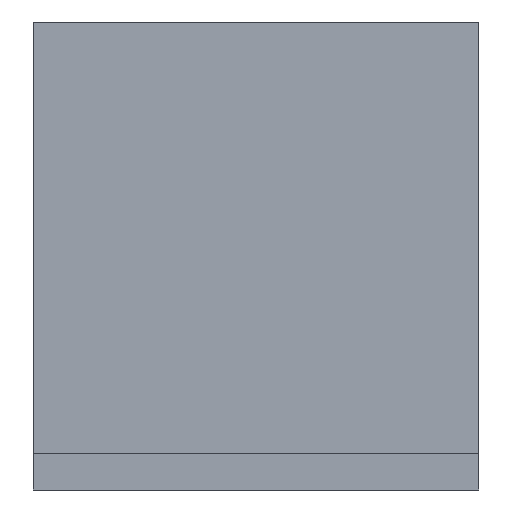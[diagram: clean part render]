
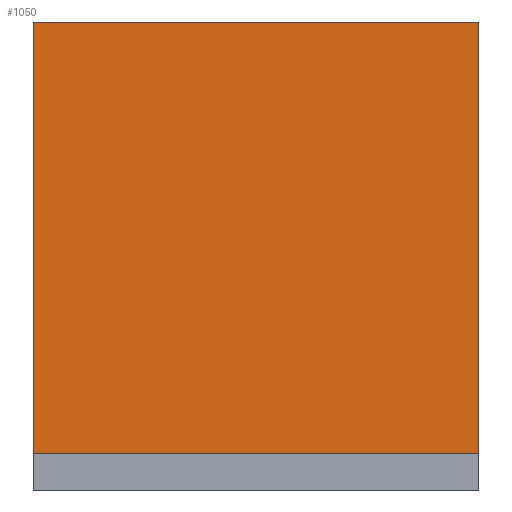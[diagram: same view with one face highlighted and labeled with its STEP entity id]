
A CAD part, left-side view. The second image highlights one B-rep face of the part: STEP entity #1050.
In plain terms, the highlighted planar face has unit normal (-1, 0, 0).
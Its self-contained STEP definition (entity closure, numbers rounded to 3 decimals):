
#38=PLANE('',#1116);
#87=FACE_OUTER_BOUND('',#147,.T.);
#147=EDGE_LOOP('',(#797,#798,#799,#800));
#219=LINE('',#1529,#344);
#230=LINE('',#1552,#355);
#238=LINE('',#1566,#363);
#239=LINE('',#1567,#364);
#344=VECTOR('',#1232,10.);
#355=VECTOR('',#1251,10.);
#363=VECTOR('',#1261,10.);
#364=VECTOR('',#1262,10.);
#493=VERTEX_POINT('',#1526);
#494=VERTEX_POINT('',#1528);
#502=VERTEX_POINT('',#1551);
#507=VERTEX_POINT('',#1565);
#600=EDGE_CURVE('',#494,#493,#219,.T.);
#611=EDGE_CURVE('',#494,#502,#230,.T.);
#619=EDGE_CURVE('',#507,#493,#238,.T.);
#620=EDGE_CURVE('',#502,#507,#239,.T.);
#797=ORIENTED_EDGE('',*,*,#619,.F.);
#798=ORIENTED_EDGE('',*,*,#620,.F.);
#799=ORIENTED_EDGE('',*,*,#611,.F.);
#800=ORIENTED_EDGE('',*,*,#600,.T.);
#1050=ADVANCED_FACE('',(#87),#38,.T.);
#1116=AXIS2_PLACEMENT_3D('',#1564,#1259,#1260);
#1232=DIRECTION('',(0.,0.,1.));
#1251=DIRECTION('',(0.,1.,0.));
#1259=DIRECTION('center_axis',(-1.,0.,0.));
#1260=DIRECTION('ref_axis',(0.,1.,0.));
#1261=DIRECTION('',(0.,-1.,0.));
#1262=DIRECTION('',(0.,0.,1.));
#1526=CARTESIAN_POINT('',(109.05,39.1,5.5));
#1528=CARTESIAN_POINT('',(109.05,39.1,-18.));
#1529=CARTESIAN_POINT('',(109.05,39.1,0.));
#1551=CARTESIAN_POINT('',(109.05,63.375,-18.));
#1552=CARTESIAN_POINT('',(109.05,63.375,-18.));
#1564=CARTESIAN_POINT('Origin',(109.05,39.1,0.));
#1565=CARTESIAN_POINT('',(109.05,63.375,5.5));
#1566=CARTESIAN_POINT('',(109.05,63.375,5.5));
#1567=CARTESIAN_POINT('',(109.05,63.375,0.));
